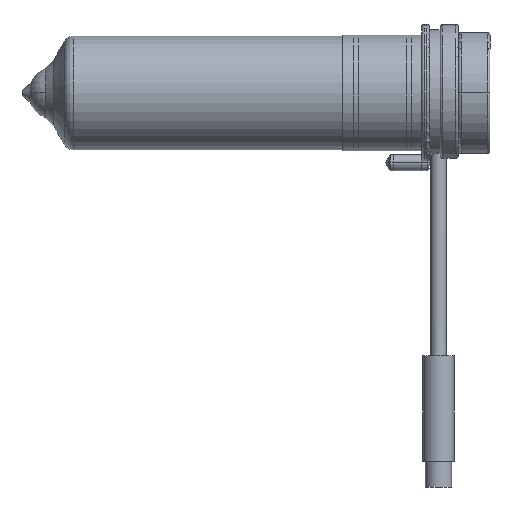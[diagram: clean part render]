
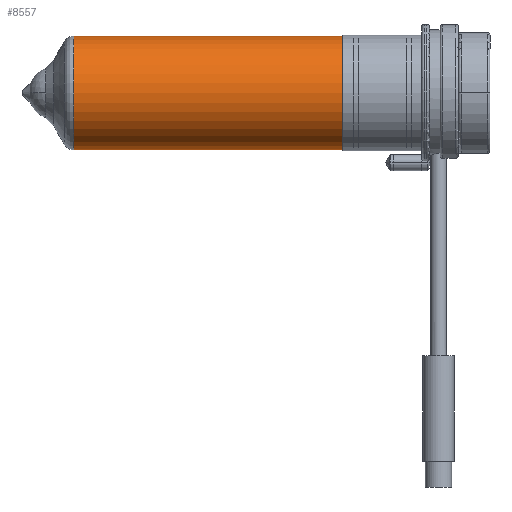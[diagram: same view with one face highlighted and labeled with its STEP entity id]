
A CAD part, front view. The second image highlights one B-rep face of the part: STEP entity #8557.
In plain terms, the highlighted cylindrical face has radius 10.8 mm (diameter 21.6 mm), a partial arc.
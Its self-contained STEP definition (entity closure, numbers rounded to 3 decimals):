
#574 = DIRECTION ( 'NONE',  ( 0., -1., 0. ) ) ;
#839 = DIRECTION ( 'NONE',  ( 0., -1., 0. ) ) ;
#964 = DIRECTION ( 'NONE',  ( 0., -1., 0. ) ) ;
#1007 = CARTESIAN_POINT ( 'NONE',  ( 0., 0., 0. ) ) ;
#1236 = CARTESIAN_POINT ( 'NONE',  ( 0., 15., 10.8 ) ) ;
#1674 = EDGE_CURVE ( 'NONE', #10229, #4108, #6518, .T. ) ;
#1777 = CARTESIAN_POINT ( 'NONE',  ( 0., 0., -10.8 ) ) ;
#2189 = EDGE_CURVE ( 'NONE', #11807, #13396, #8001, .T. ) ;
#2505 = CIRCLE ( 'NONE', #12578, 10.8 ) ;
#2778 = FACE_OUTER_BOUND ( 'NONE', #10721, .T. ) ;
#2848 = CARTESIAN_POINT ( 'NONE',  ( 0., 66.2, -10.8 ) ) ;
#3614 = EDGE_CURVE ( 'NONE', #10229, #11807, #6822, .T. ) ;
#4108 = VERTEX_POINT ( 'NONE', #1236 ) ;
#4298 = ORIENTED_EDGE ( 'NONE', *, *, #14843, .F. ) ;
#6518 = LINE ( 'NONE', #9820, #11198 ) ;
#6576 = ORIENTED_EDGE ( 'NONE', *, *, #1674, .F. ) ;
#6786 = ORIENTED_EDGE ( 'NONE', *, *, #3614, .T. ) ;
#6819 = AXIS2_PLACEMENT_3D ( 'NONE', #1007, #964, #9191 ) ;
#6822 = CIRCLE ( 'NONE', #10836, 10.8 ) ;
#6843 = CARTESIAN_POINT ( 'NONE',  ( 0., 66.2, 0. ) ) ;
#7238 = DIRECTION ( 'NONE',  ( 0., -1., 0. ) ) ;
#8001 = LINE ( 'NONE', #1777, #9664 ) ;
#8329 = CYLINDRICAL_SURFACE ( 'NONE', #6819, 10.8 ) ;
#8557 = ADVANCED_FACE ( 'NONE', ( #2778 ), #8329, .T. ) ;
#9191 = DIRECTION ( 'NONE',  ( 0., 0., -1. ) ) ;
#9366 = CARTESIAN_POINT ( 'NONE',  ( 0., 66.2, 10.8 ) ) ;
#9664 = VECTOR ( 'NONE', #574, 1000. ) ;
#9820 = CARTESIAN_POINT ( 'NONE',  ( 0., 0., 10.8 ) ) ;
#10229 = VERTEX_POINT ( 'NONE', #9366 ) ;
#10721 = EDGE_LOOP ( 'NONE', ( #6576, #6786, #14994, #4298 ) ) ;
#10836 = AXIS2_PLACEMENT_3D ( 'NONE', #6843, #839, #15196 ) ;
#11198 = VECTOR ( 'NONE', #13561, 1000. ) ;
#11807 = VERTEX_POINT ( 'NONE', #2848 ) ;
#12578 = AXIS2_PLACEMENT_3D ( 'NONE', #14391, #7238, #13136 ) ;
#13136 = DIRECTION ( 'NONE',  ( 0., 0., -1. ) ) ;
#13396 = VERTEX_POINT ( 'NONE', #13777 ) ;
#13561 = DIRECTION ( 'NONE',  ( 0., -1., 0. ) ) ;
#13777 = CARTESIAN_POINT ( 'NONE',  ( 0., 15., -10.8 ) ) ;
#14391 = CARTESIAN_POINT ( 'NONE',  ( 0., 15., 0. ) ) ;
#14843 = EDGE_CURVE ( 'NONE', #4108, #13396, #2505, .T. ) ;
#14994 = ORIENTED_EDGE ( 'NONE', *, *, #2189, .T. ) ;
#15196 = DIRECTION ( 'NONE',  ( 0., 0., -1. ) ) ;
